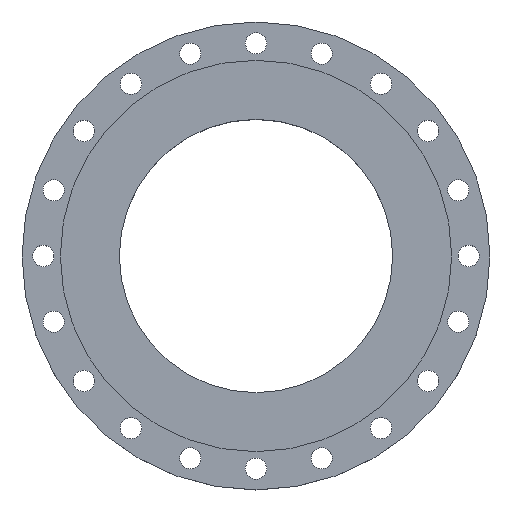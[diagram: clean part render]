
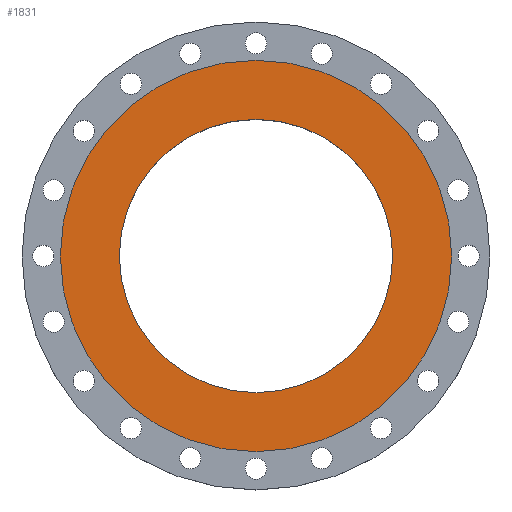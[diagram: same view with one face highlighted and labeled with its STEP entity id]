
A CAD part, top view. The second image highlights one B-rep face of the part: STEP entity #1831.
In plain terms, the highlighted planar face has unit normal (0, 0, 1).
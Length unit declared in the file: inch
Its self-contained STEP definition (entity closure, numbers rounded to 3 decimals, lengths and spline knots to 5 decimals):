
#2 = CARTESIAN_POINT ( 'NONE',  ( 11.5, 0., 0. ) ) ;
#7 = DIRECTION ( 'NONE',  ( -1., 0., 0. ) ) ;
#12 = CARTESIAN_POINT ( 'NONE',  ( 0., 8.03125, 0. ) ) ;
#115 = CIRCLE ( 'NONE', #377, 11.5 ) ;
#145 = AXIS2_PLACEMENT_3D ( 'NONE', #12, #1782, #7 ) ;
#237 = AXIS2_PLACEMENT_3D ( 'NONE', #1303, #491, #1645 ) ;
#293 = DIRECTION ( 'NONE',  ( 1., 0., 0. ) ) ;
#377 = AXIS2_PLACEMENT_3D ( 'NONE', #1765, #989, #293 ) ;
#491 = DIRECTION ( 'NONE',  ( 0., 0., 1. ) ) ;
#508 = CIRCLE ( 'NONE', #1632, 8.03125 ) ;
#548 = FACE_BOUND ( 'NONE', #663, .T. ) ;
#656 = CARTESIAN_POINT ( 'NONE',  ( -11.5, 0., 0. ) ) ;
#663 = EDGE_LOOP ( 'NONE', ( #1694, #1992 ) ) ;
#703 = DIRECTION ( 'NONE',  ( 0., 0., 1. ) ) ;
#730 = FACE_OUTER_BOUND ( 'NONE', #875, .T. ) ;
#799 = VERTEX_POINT ( 'NONE', #1605 ) ;
#853 = ORIENTED_EDGE ( 'NONE', *, *, #2029, .T. ) ;
#869 = DIRECTION ( 'NONE',  ( 1., 0., 0. ) ) ;
#875 = EDGE_LOOP ( 'NONE', ( #1381, #853 ) ) ;
#959 = AXIS2_PLACEMENT_3D ( 'NONE', #1675, #1364, #869 ) ;
#989 = DIRECTION ( 'NONE',  ( 0., 0., 1. ) ) ;
#1032 = EDGE_CURVE ( 'NONE', #1092, #2010, #1489, .T. ) ;
#1092 = VERTEX_POINT ( 'NONE', #2 ) ;
#1143 = CIRCLE ( 'NONE', #237, 8.03125 ) ;
#1168 = EDGE_CURVE ( 'NONE', #1670, #799, #1143, .T. ) ;
#1297 = DIRECTION ( 'NONE',  ( 1., 0., 0. ) ) ;
#1303 = CARTESIAN_POINT ( 'NONE',  ( 0., 0., 0. ) ) ;
#1364 = DIRECTION ( 'NONE',  ( 0., 0., 1. ) ) ;
#1381 = ORIENTED_EDGE ( 'NONE', *, *, #1032, .T. ) ;
#1455 = CARTESIAN_POINT ( 'NONE',  ( 0., 0., 0. ) ) ;
#1489 = CIRCLE ( 'NONE', #959, 11.5 ) ;
#1605 = CARTESIAN_POINT ( 'NONE',  ( -8.03125, 0., 0. ) ) ;
#1632 = AXIS2_PLACEMENT_3D ( 'NONE', #1455, #703, #1297 ) ;
#1645 = DIRECTION ( 'NONE',  ( 1., 0., 0. ) ) ;
#1670 = VERTEX_POINT ( 'NONE', #2036 ) ;
#1675 = CARTESIAN_POINT ( 'NONE',  ( 0., 0., 0. ) ) ;
#1694 = ORIENTED_EDGE ( 'NONE', *, *, #1168, .F. ) ;
#1765 = CARTESIAN_POINT ( 'NONE',  ( 0., 0., 0. ) ) ;
#1782 = DIRECTION ( 'NONE',  ( 0., 0., -1. ) ) ;
#1831 = ADVANCED_FACE ( 'NONE', ( #548, #730 ), #1954, .F. ) ;
#1859 = EDGE_CURVE ( 'NONE', #799, #1670, #508, .T. ) ;
#1954 = PLANE ( 'NONE',  #145 ) ;
#1992 = ORIENTED_EDGE ( 'NONE', *, *, #1859, .F. ) ;
#2010 = VERTEX_POINT ( 'NONE', #656 ) ;
#2029 = EDGE_CURVE ( 'NONE', #2010, #1092, #115, .T. ) ;
#2036 = CARTESIAN_POINT ( 'NONE',  ( 8.03125, 0., 0. ) ) ;
